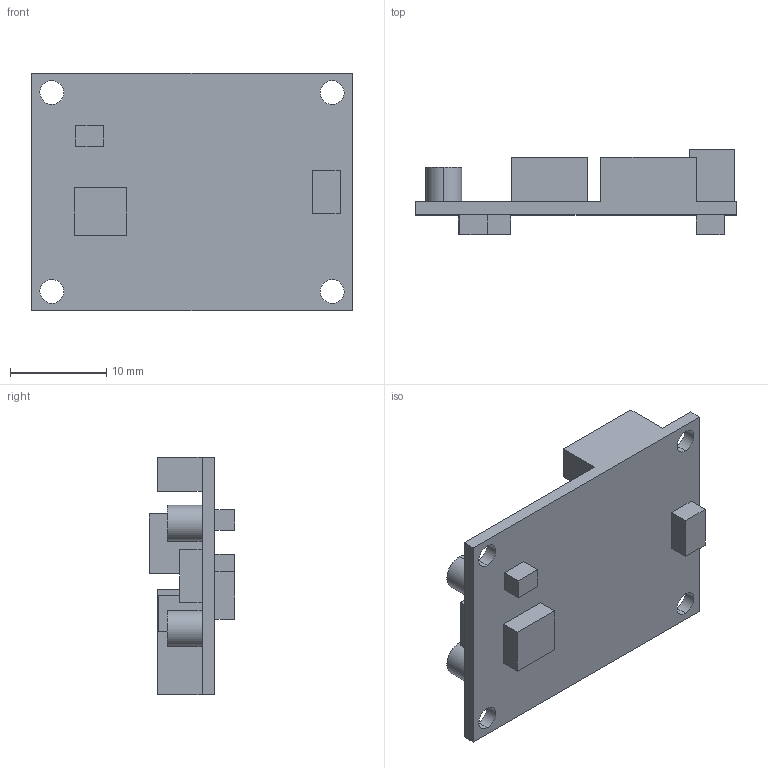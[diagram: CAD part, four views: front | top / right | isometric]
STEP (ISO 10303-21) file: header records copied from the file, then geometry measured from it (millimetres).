
FILE_DESCRIPTION(('FreeCAD Model'),'2;1');
FILE_NAME('Open CASCADE Shape Model','2025-04-26T09:43:32',('FreeCAD'),( 'FreeCAD'),'Open CASCADE STEP processor 7.6','FreeCAD','Unknown');
FILE_SCHEMA(('AUTOMOTIVE_DESIGN { 1 0 10303 214 1 1 1 1 }'));
Length unit declared in the file: millimetre
Products named in the file (1): Open CASCADE STEP translator 7.6 1
Bounding box: 33.23 x 8.86 x 24.69 mm (x, y, z)
Volume: 1306.7 mm3; surface area: 4724.7 mm2
Topology: 1 solids, 5 shells, 156 faces, 398 edges, 262 vertices
Faces by surface type: bspline 156
Entity records: 4424 total; most frequent: CARTESIAN_POINT 1963, ORIENTED_EDGE 788, EDGE_CURVE 394, B_SPLINE_CURVE_WITH_KNOTS 342, VERTEX_POINT 262, FACE_BOUND 184, EDGE_LOOP 184, ADVANCED_FACE 156
